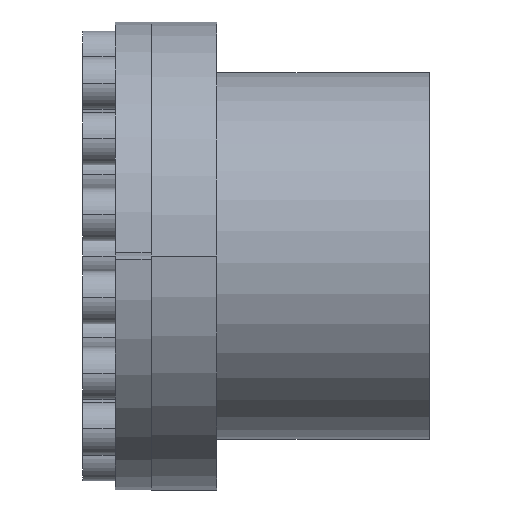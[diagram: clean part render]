
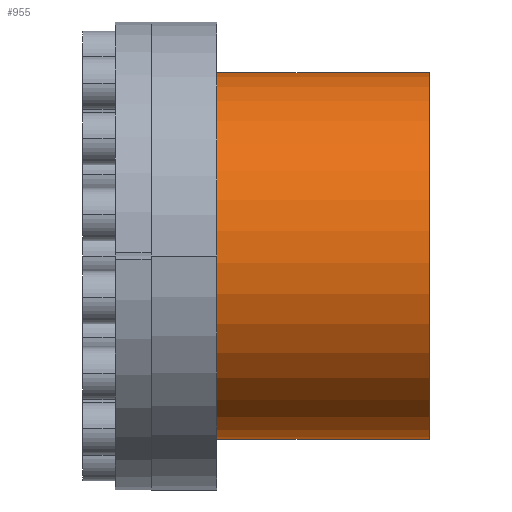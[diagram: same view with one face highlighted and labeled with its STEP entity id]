
A CAD part, front view. The second image highlights one B-rep face of the part: STEP entity #955.
In plain terms, the highlighted cylindrical face has radius 56 mm (diameter 112 mm), a partial arc.
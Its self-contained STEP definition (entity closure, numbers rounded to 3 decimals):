
#263=DIRECTION('',(1.,0.,0.));
#264=VECTOR('',#263,65.);
#265=CARTESIAN_POINT('',(15.,-54.56,-12.619));
#266=LINE('',#265,#264);
#278=CARTESIAN_POINT('',(15.,0.,0.));
#279=DIRECTION('',(-1.,0.,0.));
#280=DIRECTION('',(0.,-0.982,-0.19));
#281=AXIS2_PLACEMENT_3D('',#278,#279,#280);
#283=CARTESIAN_POINT('',(80.,0.,0.));
#284=DIRECTION('',(1.,0.,0.));
#285=DIRECTION('',(0.,-0.974,-0.225));
#286=AXIS2_PLACEMENT_3D('',#283,#284,#285);
#745=DIRECTION('',(1.,0.,0.));
#746=VECTOR('',#745,65.);
#747=CARTESIAN_POINT('',(15.,-54.975,-10.663));
#748=LINE('',#747,#746);
#781=CARTESIAN_POINT('',(80.,-54.56,-12.619));
#782=CARTESIAN_POINT('',(80.,-54.975,-10.663));
#783=VERTEX_POINT('',#781);
#784=VERTEX_POINT('',#782);
#785=CARTESIAN_POINT('',(15.,-54.975,-10.663));
#786=CARTESIAN_POINT('',(15.,-54.56,-12.619));
#787=VERTEX_POINT('',#785);
#788=VERTEX_POINT('',#786);
#942=CARTESIAN_POINT('',(-4.,0.,0.));
#943=DIRECTION('',(1.,0.,0.));
#944=DIRECTION('',(0.,1.,0.));
#945=AXIS2_PLACEMENT_3D('',#942,#943,#944);
#946=CYLINDRICAL_SURFACE('',#945,56.);
#948=ORIENTED_EDGE('',*,*,#947,.T.);
#949=ORIENTED_EDGE('',*,*,#930,.T.);
#950=ORIENTED_EDGE('',*,*,#902,.T.);
#952=ORIENTED_EDGE('',*,*,#951,.F.);
#953=EDGE_LOOP('',(#948,#949,#950,#952));
#954=FACE_OUTER_BOUND('',#953,.F.);
#955=ADVANCED_FACE('',(#954),#946,.T.);
#282=CIRCLE('',#281,56.);
#287=CIRCLE('',#286,56.);
#902=EDGE_CURVE('',#783,#784,#287,.T.);
#930=EDGE_CURVE('',#788,#783,#266,.T.);
#947=EDGE_CURVE('',#787,#788,#282,.T.);
#951=EDGE_CURVE('',#787,#784,#748,.T.);
